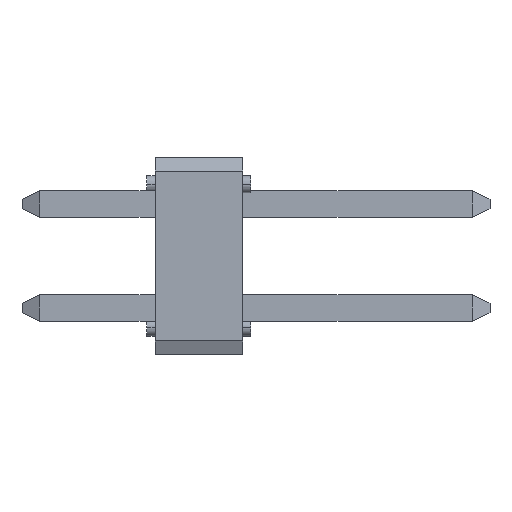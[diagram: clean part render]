
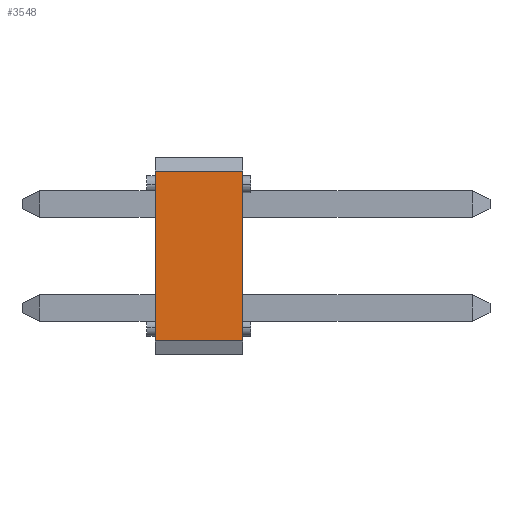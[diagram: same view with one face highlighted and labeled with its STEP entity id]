
A CAD part, front view. The second image highlights one B-rep face of the part: STEP entity #3548.
In plain terms, the highlighted planar face has unit normal (0, -1, 0).
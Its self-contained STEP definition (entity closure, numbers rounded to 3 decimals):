
#462=DIRECTION('',(1.,0.,0.));
#463=VECTOR('',#462,2.14);
#464=CARTESIAN_POINT('',(0.,-10.16,-2.075));
#465=LINE('1431',#464,#463);
#470=DIRECTION('',(0.,0.,1.));
#471=VECTOR('',#470,4.15);
#472=CARTESIAN_POINT('',(0.,-10.16,-2.075));
#473=LINE('1250',#472,#471);
#474=DIRECTION('',(1.,0.,0.));
#475=VECTOR('',#474,2.14);
#476=CARTESIAN_POINT('',(0.,-10.16,2.075));
#477=LINE('1432',#476,#475);
#478=DIRECTION('',(0.,0.,-1.));
#479=VECTOR('',#478,4.15);
#480=CARTESIAN_POINT('',(2.14,-10.16,2.075));
#481=LINE('1320',#480,#479);
#2580=CARTESIAN_POINT('',(0.,-10.16,2.075));
#2581=VERTEX_POINT('',#2580);
#2582=CARTESIAN_POINT('',(0.,-10.16,-2.075));
#2583=VERTEX_POINT('',#2582);
#2648=CARTESIAN_POINT('',(2.14,-10.16,-2.075));
#2649=VERTEX_POINT('',#2648);
#2650=CARTESIAN_POINT('',(2.14,-10.16,2.075));
#2651=VERTEX_POINT('',#2650);
#3535=CARTESIAN_POINT('',(1.07,-10.16,0.));
#3536=DIRECTION('',(0.,1.,0.));
#3537=DIRECTION('',(0.,0.,-1.));
#3538=AXIS2_PLACEMENT_3D('',#3535,#3536,#3537);
#3539=PLANE('1600',#3538);
#3540=ORIENTED_EDGE('1431',*,*,#3527,.F.);
#3541=ORIENTED_EDGE('1250',*,*,#3305,.T.);
#3543=ORIENTED_EDGE('1432',*,*,#3542,.T.);
#3545=ORIENTED_EDGE('1320',*,*,#3544,.T.);
#3546=EDGE_LOOP('1600',(#3540,#3541,#3543,#3545));
#3547=FACE_OUTER_BOUND('1600',#3546,.F.);
#3305=EDGE_CURVE('1250',#2583,#2581,#473,.T.);
#3527=EDGE_CURVE('1431',#2583,#2649,#465,.T.);
#3542=EDGE_CURVE('1432',#2581,#2651,#477,.T.);
#3544=EDGE_CURVE('1320',#2651,#2649,#481,.T.);
#3548=ADVANCED_FACE('1600',(#3547),#3539,.F.);
